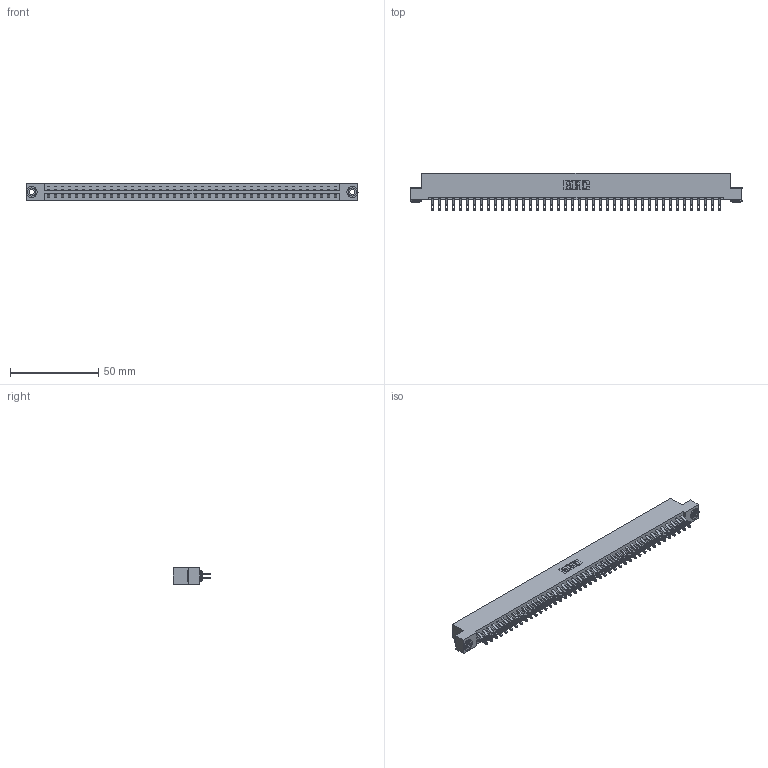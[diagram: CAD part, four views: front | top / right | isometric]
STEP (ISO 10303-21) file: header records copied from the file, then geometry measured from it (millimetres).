
FILE_DESCRIPTION (( 'STEP AP203' ), '1' );
FILE_NAME ('333-084-555-203.STEP', '2018-08-05T04:56:18', ( '' ), ( '' ), 'SwSTEP 2.0', 'SolidWorks 2016', '' );
FILE_SCHEMA (( 'CONFIG_CONTROL_DESIGN' ));
Length unit declared in the file: inch
Products named in the file (4): 333 Part_Flush - .156 Dia - TH; 345-292-001_555 Tail; 345-250-002_345-250-002-102; 333-084-555-203
Assembly tree (87 placements, depth 2):
  333-084-555-203
    333 Part_Flush - .156 Dia - TH
    345-292-001_555 Tail  x84
    345-250-002_345-250-002-102  x2
Bounding box: 187.96 x 21.47 x 9.4 mm (x, y, z)
Volume: 19452.7 mm3; surface area: 24130 mm2
Topology: 87 solids, 87 shells, 5024 faces, 15759 edges, 10502 vertices
Faces by surface type: plane 2936, cylinder 2080, cone 8
Entity records: 27996 total; most frequent: CARTESIAN_POINT 4651, ORIENTED_EDGE 4550, DIRECTION 3977, EDGE_CURVE 2275, LINE 2103, VECTOR 2103, VERTEX_POINT 1514, AXIS2_PLACEMENT_3D 937
